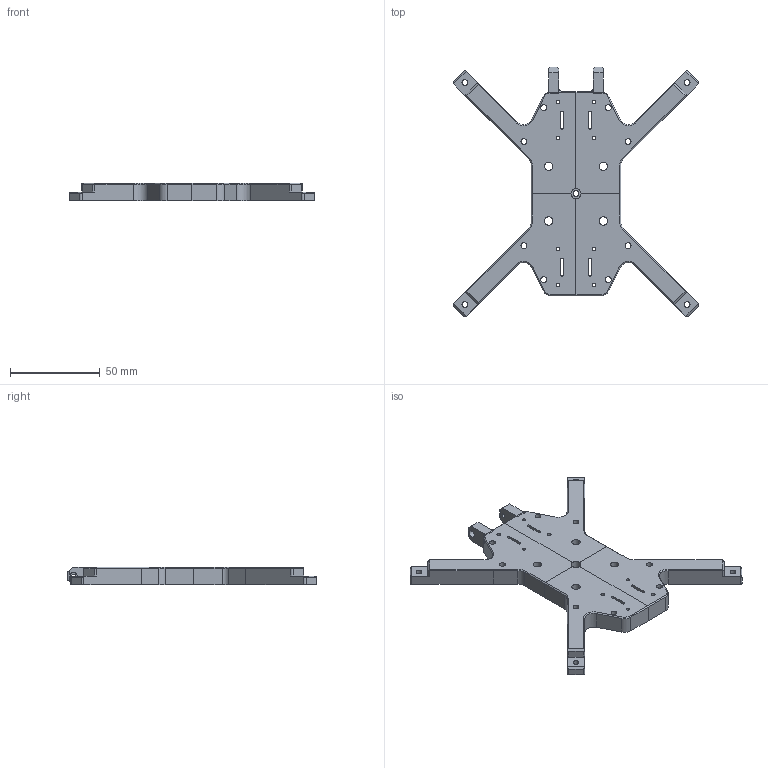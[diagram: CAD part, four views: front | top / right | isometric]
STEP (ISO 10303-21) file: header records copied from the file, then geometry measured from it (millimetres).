
FILE_DESCRIPTION(('FreeCAD Model'),'2;1');
FILE_NAME('Open CASCADE Shape Model','2025-10-03T20:52:04',(''),(''), 'Open CASCADE STEP processor 7.9','FreeCAD','Unknown');
FILE_SCHEMA(('AUTOMOTIVE_DESIGN { 1 0 10303 214 1 1 1 1 }'));
Length unit declared in the file: millimetre
Products named in the file (1): Center
Bounding box: 137.22 x 139.11 x 10 mm (x, y, z)
Volume: 74769.6 mm3; surface area: 25360 mm2
Topology: 1 solids, 1 shells, 209 faces, 572 edges, 366 vertices
Faces by surface type: plane 115, cylinder 78, bspline 8, cone 8
Full cylindrical faces by diameter (mm): 1.9 x8, 2.2 x2, 3.3 x13, 4 x2, 4.7 x4, 5.6 x1
Entity records: 15464 total; most frequent: CARTESIAN_POINT 4062, DIRECTION 2118, LINE 1254, VECTOR 1254, ORIENTED_EDGE 1144, PCURVE 1144, DEFINITIONAL_REPRESENTATION 1144, EDGE_CURVE 572
